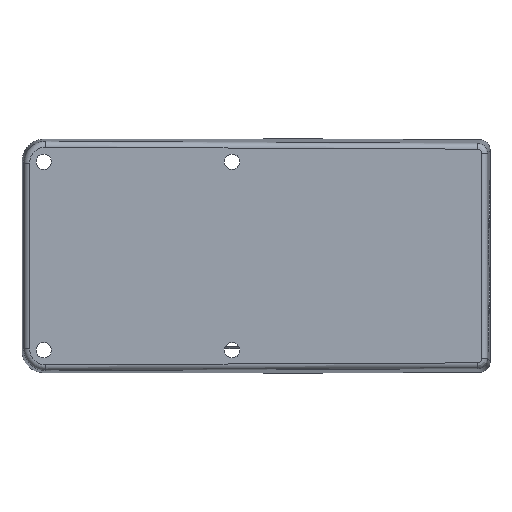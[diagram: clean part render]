
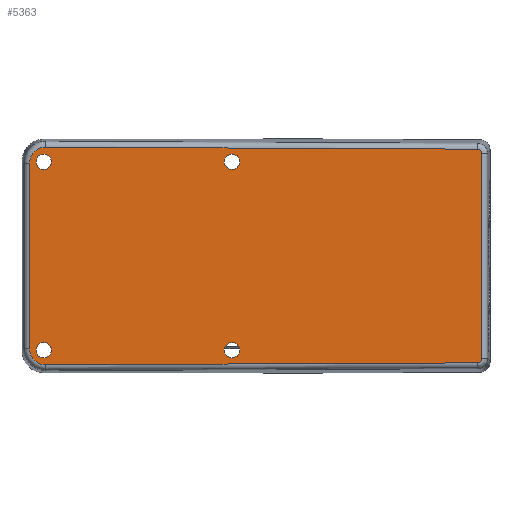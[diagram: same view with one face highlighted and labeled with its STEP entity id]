
A CAD part, front view. The second image highlights one B-rep face of the part: STEP entity #5363.
In plain terms, the highlighted planar face has unit normal (0, -1, 0).
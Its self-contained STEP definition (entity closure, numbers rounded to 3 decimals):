
#598=DIRECTION('',(0.,0.,-1.));
#599=VECTOR('',#598,64.128);
#600=CARTESIAN_POINT('',(-37.35,0.,32.064));
#601=LINE('',#600,#599);
#1151=DIRECTION('',(0.,0.,1.));
#1152=VECTOR('',#1151,70.748);
#1153=CARTESIAN_POINT('',(118.672,0.,
-35.374));
#1154=LINE('',#1153,#1152);
#1158=CARTESIAN_POINT('',(117.172,0.,
-35.374));
#1159=DIRECTION('',(0.,1.,0.));
#1160=DIRECTION('',(1.,0.,0.));
#1161=AXIS2_PLACEMENT_3D('',#1158,#1159,#1160);
#1166=DIRECTION('',(-1.,0.,-0.005));
#1167=VECTOR('',#1166,149.007);
#1168=CARTESIAN_POINT('',(117.179,0.,
-36.874));
#1169=LINE('',#1168,#1167);
#1173=CARTESIAN_POINT('',(-31.852,0.,
-32.065));
#1174=DIRECTION('',(0.,1.,0.));
#1175=DIRECTION('',(0.005,0.,-1.));
#1176=AXIS2_PLACEMENT_3D('',#1173,#1174,#1175);
#1181=CARTESIAN_POINT('',(-31.852,0.,
32.065));
#1182=DIRECTION('',(0.,1.,0.));
#1183=DIRECTION('',(-1.,0.,0.));
#1184=AXIS2_PLACEMENT_3D('',#1181,#1182,#1183);
#1189=DIRECTION('',(1.,0.,-0.005));
#1190=VECTOR('',#1189,149.007);
#1191=CARTESIAN_POINT('',(-31.826,0.,
37.562));
#1192=LINE('',#1191,#1190);
#1196=CARTESIAN_POINT('',(117.172,0.,35.374));
#1197=DIRECTION('',(0.,1.,0.));
#1198=DIRECTION('',(0.005,0.,1.));
#1199=AXIS2_PLACEMENT_3D('',#1196,#1197,#1198);
#1204=CARTESIAN_POINT('',(32.5,0.,32.5));
#1205=DIRECTION('',(0.,-1.,0.));
#1206=DIRECTION('',(-1.,0.,0.));
#1207=AXIS2_PLACEMENT_3D('',#1204,#1205,#1206);
#1212=CARTESIAN_POINT('',(32.5,0.,32.5));
#1213=DIRECTION('',(0.,-1.,0.));
#1214=DIRECTION('',(1.,0.,0.));
#1215=AXIS2_PLACEMENT_3D('',#1212,#1213,#1214);
#1220=CARTESIAN_POINT('',(32.5,0.,-32.5));
#1221=DIRECTION('',(0.,-1.,0.));
#1222=DIRECTION('',(1.,0.,0.));
#1223=AXIS2_PLACEMENT_3D('',#1220,#1221,#1222);
#1228=CARTESIAN_POINT('',(32.5,0.,-32.5));
#1229=DIRECTION('',(0.,-1.,0.));
#1230=DIRECTION('',(-1.,0.,0.));
#1231=AXIS2_PLACEMENT_3D('',#1228,#1229,#1230);
#1236=CARTESIAN_POINT('',(-32.5,0.,32.5));
#1237=DIRECTION('',(0.,-1.,0.));
#1238=DIRECTION('',(-1.,0.,0.));
#1239=AXIS2_PLACEMENT_3D('',#1236,#1237,#1238);
#1244=CARTESIAN_POINT('',(-32.5,0.,32.5));
#1245=DIRECTION('',(0.,-1.,0.));
#1246=DIRECTION('',(1.,0.,0.));
#1247=AXIS2_PLACEMENT_3D('',#1244,#1245,#1246);
#1252=CARTESIAN_POINT('',(-32.5,0.,-32.5));
#1253=DIRECTION('',(0.,-1.,0.));
#1254=DIRECTION('',(1.,0.,0.));
#1255=AXIS2_PLACEMENT_3D('',#1252,#1253,#1254);
#1260=CARTESIAN_POINT('',(-32.5,0.,-32.5));
#1261=DIRECTION('',(0.,-1.,0.));
#1262=DIRECTION('',(-1.,0.,0.));
#1263=AXIS2_PLACEMENT_3D('',#1260,#1261,#1262);
#4151=CARTESIAN_POINT('',(-31.826,0.,
-37.562));
#4152=VERTEX_POINT('',#4151);
#4153=CARTESIAN_POINT('',(117.179,0.,
-36.874));
#4154=VERTEX_POINT('',#4153);
#4156=CARTESIAN_POINT('',(-37.35,0.,
-32.064));
#4157=VERTEX_POINT('',#4156);
#4351=CARTESIAN_POINT('',(118.672,0.,
-35.374));
#4352=VERTEX_POINT('',#4351);
#4353=CARTESIAN_POINT('',(118.672,0.,35.374));
#4354=VERTEX_POINT('',#4353);
#4359=CARTESIAN_POINT('',(117.179,0.,36.874));
#4360=VERTEX_POINT('',#4359);
#4361=CARTESIAN_POINT('',(-31.826,0.,
37.562));
#4362=VERTEX_POINT('',#4361);
#4363=CARTESIAN_POINT('',(-37.35,0.,
32.064));
#4364=VERTEX_POINT('',#4363);
#4365=CARTESIAN_POINT('',(29.85,0.,32.5));
#4366=CARTESIAN_POINT('',(35.15,0.,32.5));
#4367=VERTEX_POINT('',#4365);
#4368=VERTEX_POINT('',#4366);
#4369=CARTESIAN_POINT('',(35.15,0.,-32.5));
#4370=CARTESIAN_POINT('',(29.85,0.,-32.5));
#4371=VERTEX_POINT('',#4369);
#4372=VERTEX_POINT('',#4370);
#4373=CARTESIAN_POINT('',(-35.15,0.,32.5));
#4374=CARTESIAN_POINT('',(-29.85,0.,32.5));
#4375=VERTEX_POINT('',#4373);
#4376=VERTEX_POINT('',#4374);
#4377=CARTESIAN_POINT('',(-29.85,0.,-32.5));
#4378=CARTESIAN_POINT('',(-35.15,0.,-32.5));
#4379=VERTEX_POINT('',#4377);
#4380=VERTEX_POINT('',#4378);
#5322=CARTESIAN_POINT('',(-40.,0.,-40.25));
#5323=DIRECTION('',(0.,-1.,0.));
#5324=DIRECTION('',(1.,0.,0.));
#5325=AXIS2_PLACEMENT_3D('',#5322,#5323,#5324);
#5326=PLANE('',#5325);
#5327=ORIENTED_EDGE('',*,*,#4878,.T.);
#5328=ORIENTED_EDGE('',*,*,#4893,.T.);
#5329=ORIENTED_EDGE('',*,*,#4908,.T.);
#5330=ORIENTED_EDGE('',*,*,#4949,.F.);
#5331=ORIENTED_EDGE('',*,*,#4964,.T.);
#5333=ORIENTED_EDGE('',*,*,#5332,.T.);
#5335=ORIENTED_EDGE('',*,*,#5334,.T.);
#5336=ORIENTED_EDGE('',*,*,#5315,.F.);
#5337=EDGE_LOOP('',(#5327,#5328,#5329,#5330,#5331,#5333,#5335,#5336));
#5338=FACE_OUTER_BOUND('',#5337,.F.);
#5340=ORIENTED_EDGE('',*,*,#5339,.T.);
#5342=ORIENTED_EDGE('',*,*,#5341,.T.);
#5343=EDGE_LOOP('',(#5340,#5342));
#5344=FACE_BOUND('',#5343,.F.);
#5346=ORIENTED_EDGE('',*,*,#5345,.T.);
#5348=ORIENTED_EDGE('',*,*,#5347,.T.);
#5349=EDGE_LOOP('',(#5346,#5348));
#5350=FACE_BOUND('',#5349,.F.);
#5352=ORIENTED_EDGE('',*,*,#5351,.T.);
#5354=ORIENTED_EDGE('',*,*,#5353,.T.);
#5355=EDGE_LOOP('',(#5352,#5354));
#5356=FACE_BOUND('',#5355,.F.);
#5358=ORIENTED_EDGE('',*,*,#5357,.T.);
#5360=ORIENTED_EDGE('',*,*,#5359,.T.);
#5361=EDGE_LOOP('',(#5358,#5360));
#5362=FACE_BOUND('',#5361,.F.);
#5363=ADVANCED_FACE('',(#5338,#5344,#5350,#5356,#5362),#5326,.T.);
#1162=CIRCLE('',#1161,1.5);
#1177=CIRCLE('',#1176,5.497);
#1185=CIRCLE('',#1184,5.497);
#1200=CIRCLE('',#1199,1.5);
#1208=CIRCLE('',#1207,2.65);
#1216=CIRCLE('',#1215,2.65);
#1224=CIRCLE('',#1223,2.65);
#1232=CIRCLE('',#1231,2.65);
#1240=CIRCLE('',#1239,2.65);
#1248=CIRCLE('',#1247,2.65);
#1256=CIRCLE('',#1255,2.65);
#1264=CIRCLE('',#1263,2.65);
#4878=EDGE_CURVE('',#4352,#4154,#1162,.T.);
#4893=EDGE_CURVE('',#4154,#4152,#1169,.T.);
#4908=EDGE_CURVE('',#4152,#4157,#1177,.T.);
#4949=EDGE_CURVE('',#4364,#4157,#601,.T.);
#4964=EDGE_CURVE('',#4364,#4362,#1185,.T.);
#5315=EDGE_CURVE('',#4352,#4354,#1154,.T.);
#5332=EDGE_CURVE('',#4362,#4360,#1192,.T.);
#5334=EDGE_CURVE('',#4360,#4354,#1200,.T.);
#5339=EDGE_CURVE('',#4367,#4368,#1208,.T.);
#5341=EDGE_CURVE('',#4368,#4367,#1216,.T.);
#5345=EDGE_CURVE('',#4371,#4372,#1224,.T.);
#5347=EDGE_CURVE('',#4372,#4371,#1232,.T.);
#5351=EDGE_CURVE('',#4375,#4376,#1240,.T.);
#5353=EDGE_CURVE('',#4376,#4375,#1248,.T.);
#5357=EDGE_CURVE('',#4379,#4380,#1256,.T.);
#5359=EDGE_CURVE('',#4380,#4379,#1264,.T.);
